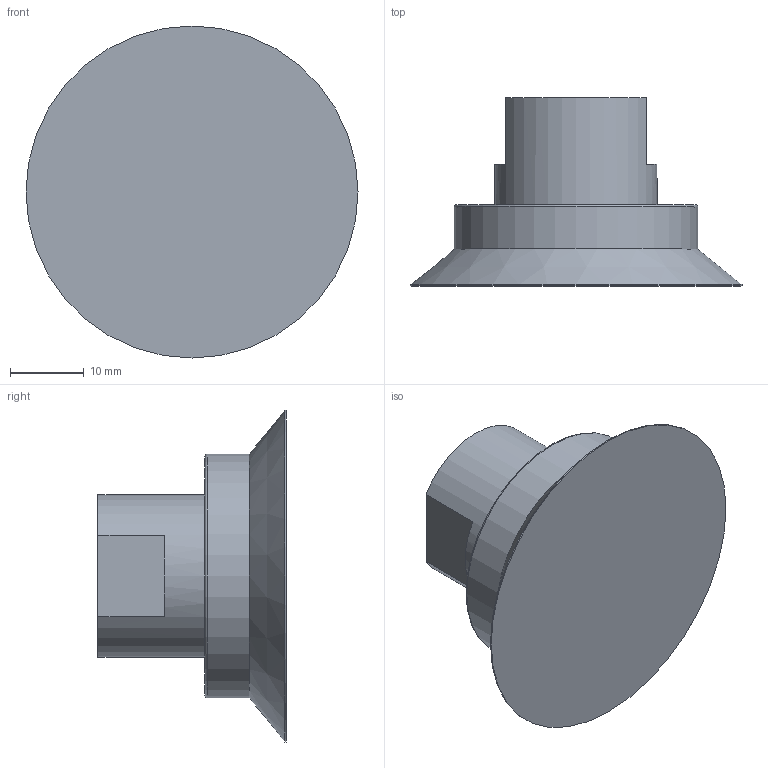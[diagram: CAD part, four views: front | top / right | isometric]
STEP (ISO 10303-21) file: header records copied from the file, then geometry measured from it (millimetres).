
FILE_DESCRIPTION(/* description */ (''),/* implementation_level */ '2;1');
FILE_NAME(/* name */ 'vcr45nit.stp',/* time_stamp */ '2020-09-29T14:49:49+02:00',/* author */ ('enginyeria'),/* organization */ (''),/* preprocessor_version */ 'ST-DEVELOPER v17.2',/* originating_system */ 'Autodesk Inventor 2019',/* authorisation */ '');
FILE_SCHEMA (('CONFIG_CONTROL_DESIGN'));
Length unit declared in the file: millimetre
Products named in the file (1): vcr45nit
Bounding box: 45 x 25.5 x 45 mm (x, y, z)
Volume: 15586.7 mm3; surface area: 5326.8 mm2
Topology: 1 solids, 1 shells, 15 faces, 37 edges, 26 vertices
Faces by surface type: plane 8, cylinder 4, cone 2, torus 1
Full cylindrical faces by diameter (mm): 11.445 x1, 22 x1, 33 x1, 45 x1
Entity records: 531 total; most frequent: DIRECTION 92, CARTESIAN_POINT 79, ORIENTED_EDGE 74, AXIS2_PLACEMENT_3D 39, EDGE_CURVE 37, VERTEX_POINT 26, CIRCLE 23, EDGE_LOOP 17
